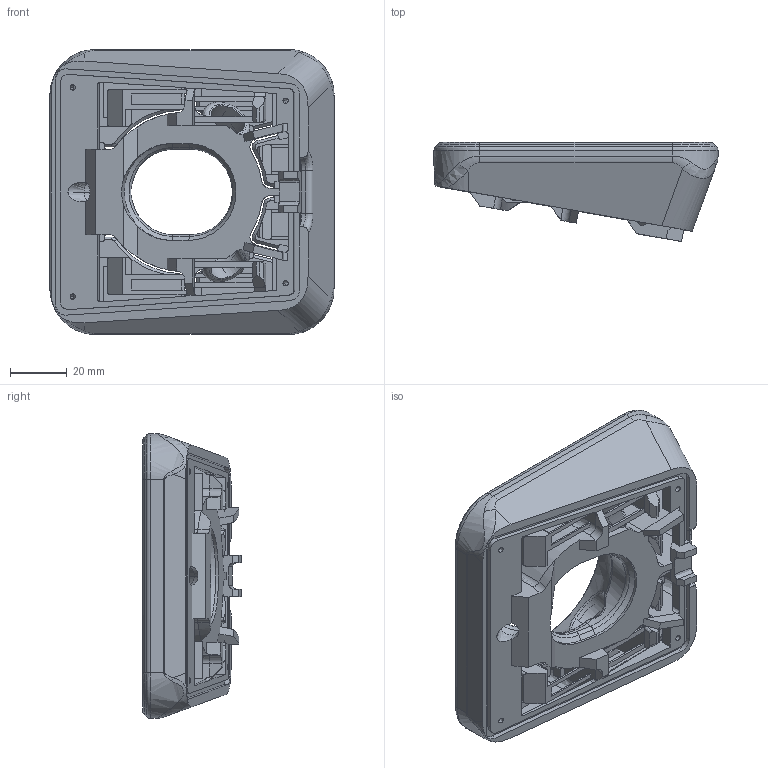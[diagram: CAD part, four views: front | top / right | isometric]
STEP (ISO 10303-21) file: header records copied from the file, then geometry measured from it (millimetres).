
FILE_DESCRIPTION(/* description */ ('STEP AP242','CAx-IF Rec.Pracs.---Representation and Presentation of Product Manufacturing Information (PMI)---4.0---2014-10-13','CAx-IF Rec.Pracs.---3D Tessellated Geometry---0.4---2014-09-14','2;1'),/* implementation_level */ '2;1');
FILE_NAME(/* name */ '67b79dbe71ac593ba80f2e97',/* time_stamp */ '2025-02-20T21:25:24Z',/* author */ (''),/* organization */ (''),/* preprocessor_version */ 'ST-DEVELOPER v20',/* originating_system */ 'ONSHAPE BY PTC INC, 1.193',/* authorisation */ ' ');
FILE_SCHEMA (('AP242_MANAGED_MODEL_BASED_3D_ENGINEERING_MIM_LF { 1 0 10303 442 1 1 4 }'));
Products named in the file (1): Top
Bounding box: 99.7 x 34.71 x 99.99 mm (x, y, z)
Volume: 102314.7 mm3; surface area: 57545.6 mm2
Topology: 1 solids, 1 shells, 1003 faces, 2879 edges, 1870 vertices
Faces by surface type: bspline 1003
Entity records: 49158 total; most frequent: CARTESIAN_POINT 26081, ORIENTED_EDGE 5758, DIRECTION 3205, EDGE_CURVE 2879, LINE 2033, VECTOR 2033, VERTEX_POINT 1870, EDGE_LOOP 1083
